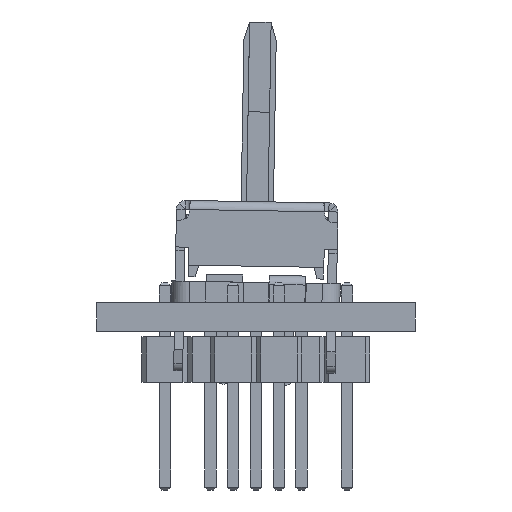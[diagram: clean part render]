
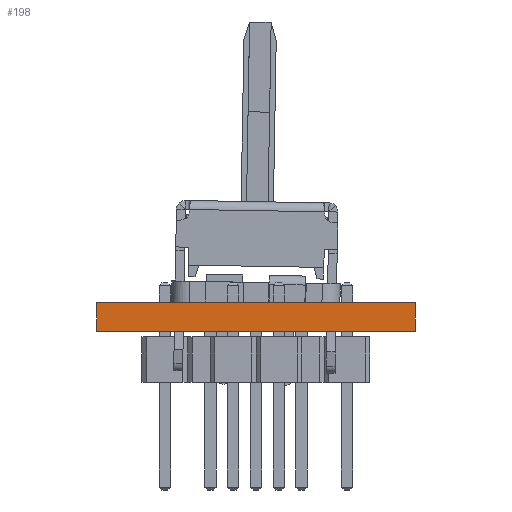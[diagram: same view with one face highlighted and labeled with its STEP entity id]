
A CAD part, front view. The second image highlights one B-rep face of the part: STEP entity #198.
In plain terms, the highlighted planar face has unit normal (0, -1, 0).
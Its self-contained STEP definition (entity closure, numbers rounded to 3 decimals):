
#140 = EDGE_CURVE('',#141,#143,#145,.T.);
#141 = VERTEX_POINT('',#142);
#142 = CARTESIAN_POINT('',(156.21,-135.89,0.));
#143 = VERTEX_POINT('',#144);
#144 = CARTESIAN_POINT('',(156.21,-135.89,-1.6));
#145 = LINE('',#146,#147);
#146 = CARTESIAN_POINT('',(156.21,-135.89,0.));
#147 = VECTOR('',#148,1.);
#148 = DIRECTION('',(0.,0.,-1.));
#173 = VERTEX_POINT('',#174);
#174 = CARTESIAN_POINT('',(173.99,-135.89,-1.6));
#180 = EDGE_CURVE('',#181,#173,#183,.T.);
#181 = VERTEX_POINT('',#182);
#182 = CARTESIAN_POINT('',(173.99,-135.89,0.));
#183 = LINE('',#184,#185);
#184 = CARTESIAN_POINT('',(173.99,-135.89,0.));
#185 = VECTOR('',#186,1.);
#186 = DIRECTION('',(0.,0.,-1.));
#198 = ADVANCED_FACE('',(#199),#215,.F.);
#199 = FACE_BOUND('',#200,.F.);
#200 = EDGE_LOOP('',(#201,#202,#208,#209));
#201 = ORIENTED_EDGE('',*,*,#180,.T.);
#202 = ORIENTED_EDGE('',*,*,#203,.T.);
#203 = EDGE_CURVE('',#173,#143,#204,.T.);
#204 = LINE('',#205,#206);
#205 = CARTESIAN_POINT('',(173.99,-135.89,-1.6));
#206 = VECTOR('',#207,1.);
#207 = DIRECTION('',(-1.,0.,0.));
#208 = ORIENTED_EDGE('',*,*,#140,.F.);
#209 = ORIENTED_EDGE('',*,*,#210,.F.);
#210 = EDGE_CURVE('',#181,#141,#211,.T.);
#211 = LINE('',#212,#213);
#212 = CARTESIAN_POINT('',(173.99,-135.89,0.));
#213 = VECTOR('',#214,1.);
#214 = DIRECTION('',(-1.,0.,0.));
#215 = PLANE('',#216);
#216 = AXIS2_PLACEMENT_3D('',#217,#218,#219);
#217 = CARTESIAN_POINT('',(173.99,-135.89,0.));
#218 = DIRECTION('',(0.,1.,0.));
#219 = DIRECTION('',(-1.,0.,0.));
